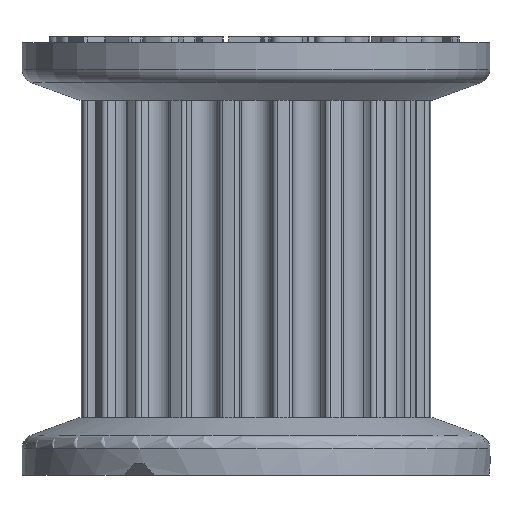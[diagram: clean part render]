
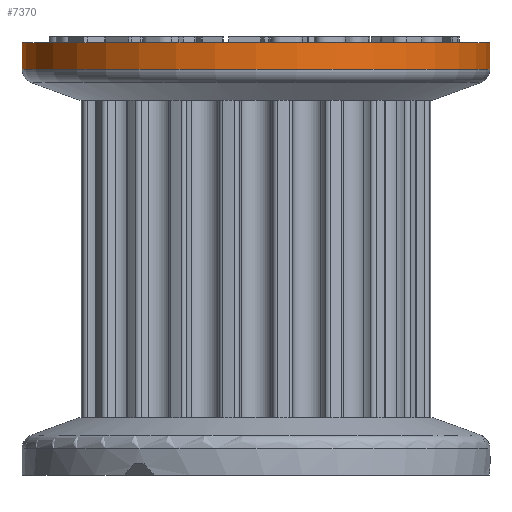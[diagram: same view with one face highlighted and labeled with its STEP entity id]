
A CAD part, front view. The second image highlights one B-rep face of the part: STEP entity #7370.
In plain terms, the highlighted cylindrical face has radius 8.111 mm (diameter 16.222 mm), a full revolution.
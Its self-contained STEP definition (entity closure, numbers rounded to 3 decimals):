
#979=CYLINDRICAL_SURFACE('',#8219,8.111);
#980=CIRCLE('',#7593,8.111);
#1361=CIRCLE('',#8220,8.111);
#2750=ORIENTED_EDGE('',*,*,#4454,.T.);
#2751=ORIENTED_EDGE('',*,*,#3767,.F.);
#3767=EDGE_CURVE('',#4910,#4910,#980,.T.);
#4454=EDGE_CURVE('',#5359,#5359,#1361,.T.);
#4910=VERTEX_POINT('',#11068);
#5359=VERTEX_POINT('',#12758);
#6197=EDGE_LOOP('',(#2750));
#6198=EDGE_LOOP('',(#2751));
#6694=FACE_BOUND('',#6197,.T.);
#6695=FACE_BOUND('',#6198,.T.);
#7370=ADVANCED_FACE('',(#6694,#6695),#979,.T.);
#7593=AXIS2_PLACEMENT_3D('',#11067,#8396,#8397);
#8219=AXIS2_PLACEMENT_3D('',#12756,#9846,#9847);
#8220=AXIS2_PLACEMENT_3D('',#12757,#9848,#9849);
#8396=DIRECTION('',(0.,0.,1.));
#8397=DIRECTION('',(1.,0.,0.));
#9846=DIRECTION('',(0.,0.,-1.));
#9847=DIRECTION('',(-1.,0.,0.));
#9848=DIRECTION('',(0.,0.,1.));
#9849=DIRECTION('',(1.,0.,0.));
#11067=CARTESIAN_POINT('',(0.,0.,13.));
#11068=CARTESIAN_POINT('',(8.111,0.,13.));
#12756=CARTESIAN_POINT('',(0.,0.,13.));
#12757=CARTESIAN_POINT('',(0.,0.,12.078));
#12758=CARTESIAN_POINT('',(8.111,0.,12.078));
